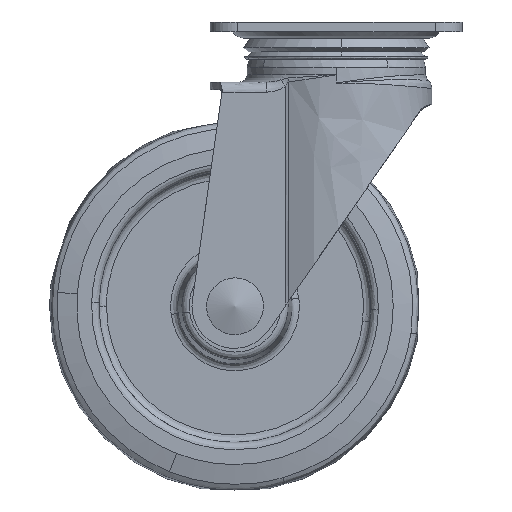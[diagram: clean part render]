
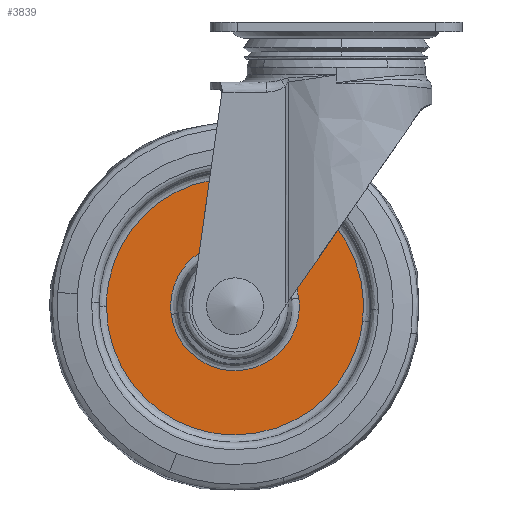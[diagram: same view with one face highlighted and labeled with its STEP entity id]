
A CAD part, front view. The second image highlights one B-rep face of the part: STEP entity #3839.
In plain terms, the highlighted free-form (B-spline) face has degree [1, 1] with [2, 2] control points.
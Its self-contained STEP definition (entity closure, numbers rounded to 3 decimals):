
#2986=CARTESIAN_POINT('',(-93.,-9.,-115.));
#2987=VERTEX_POINT('',#2986);
#3001=CARTESIAN_POINT('',(-41.0,-9.,-63.));
#3002=VERTEX_POINT('',#3001);
#3003=CARTESIAN_POINT('',(-41.0,-9.,-63.));
#3004=CARTESIAN_POINT('',(-93.,-9.,-63.));
#3005=CARTESIAN_POINT('',(-93.,-9.,-115.));
#3013=(BOUNDED_CURVE()B_SPLINE_CURVE(2,(#3003,#3004,#3005),.UNSPECIFIED.,.F.,.U.)B_SPLINE_CURVE_WITH_KNOTS((3,3),(0.5,0.75),.UNSPECIFIED.)CURVE()GEOMETRIC_REPRESENTATION_ITEM()RATIONAL_B_SPLINE_CURVE((1.0,0.707,1.))REPRESENTATION_ITEM(''));
#3014=EDGE_CURVE('',#3002,#2987,#3013,.T.);
#3016=CARTESIAN_POINT('',(10.652,-9.,-121.004));
#3017=VERTEX_POINT('',#3016);
#3018=CARTESIAN_POINT('',(10.652,-9.,-121.004));
#3019=CARTESIAN_POINT('',(11.,-9.,-118.012));
#3020=CARTESIAN_POINT('',(11.,-9.,-115.));
#3021=CARTESIAN_POINT('',(11.,-9.,-63.));
#3022=CARTESIAN_POINT('',(-41.0,-9.,-63.));
#3030=(BOUNDED_CURVE()B_SPLINE_CURVE(2,(#3018,#3019,#3020,#3021,#3022),.UNSPECIFIED.,.F.,.U.)B_SPLINE_CURVE_WITH_KNOTS((3,2,3),(0.23,0.25,0.5),.UNSPECIFIED.)CURVE()GEOMETRIC_REPRESENTATION_ITEM()RATIONAL_B_SPLINE_CURVE((0.957,0.977,1.0,0.707,1.0))REPRESENTATION_ITEM(''));
#3031=EDGE_CURVE('',#3017,#3002,#3030,.T.);
#3075=CARTESIAN_POINT('',(-41.0,-9.,-167.0));
#3076=VERTEX_POINT('',#3075);
#3077=CARTESIAN_POINT('',(-41.0,-9.,-167.0));
#3078=CARTESIAN_POINT('',(5.306,-9.,-167.));
#3079=CARTESIAN_POINT('',(10.652,-9.,-121.004));
#3087=(BOUNDED_CURVE()B_SPLINE_CURVE(2,(#3077,#3078,#3079),.UNSPECIFIED.,.F.,.U.)B_SPLINE_CURVE_WITH_KNOTS((3,3),(0.0,0.23),.UNSPECIFIED.)CURVE()GEOMETRIC_REPRESENTATION_ITEM()RATIONAL_B_SPLINE_CURVE((1.0,0.731,0.957))REPRESENTATION_ITEM(''));
#3088=EDGE_CURVE('',#3076,#3017,#3087,.T.);
#3090=CARTESIAN_POINT('',(-93.,-9.,-115.));
#3091=CARTESIAN_POINT('',(-93.,-9.,-167.));
#3092=CARTESIAN_POINT('',(-41.0,-9.,-167.0));
#3100=(BOUNDED_CURVE()B_SPLINE_CURVE(2,(#3090,#3091,#3092),.UNSPECIFIED.,.F.,.U.)B_SPLINE_CURVE_WITH_KNOTS((3,3),(0.75,1.0),.UNSPECIFIED.)CURVE()GEOMETRIC_REPRESENTATION_ITEM()RATIONAL_B_SPLINE_CURVE((1.,0.707,1.0))REPRESENTATION_ITEM(''));
#3101=EDGE_CURVE('',#2987,#3076,#3100,.T.);
#3131=CARTESIAN_POINT('',(-66.818,-9.,-118.262));
#3132=VERTEX_POINT('',#3131);
#3133=CARTESIAN_POINT('',(-41.0,-9.,-141.023));
#3134=VERTEX_POINT('',#3133);
#3135=CARTESIAN_POINT('',(-66.818,-9.,-118.262));
#3136=CARTESIAN_POINT('',(-63.943,-9.,-141.023));
#3137=CARTESIAN_POINT('',(-41.0,-9.,-141.023));
#3145=(BOUNDED_CURVE()B_SPLINE_CURVE(2,(#3135,#3136,#3137),.UNSPECIFIED.,.F.,.U.)B_SPLINE_CURVE_WITH_KNOTS((3,3),(0.772,1.0),.UNSPECIFIED.)CURVE()GEOMETRIC_REPRESENTATION_ITEM()RATIONAL_B_SPLINE_CURVE((0.954,0.733,1.0))REPRESENTATION_ITEM(''));
#3146=EDGE_CURVE('',#3132,#3134,#3145,.T.);
#3148=CARTESIAN_POINT('',(-15.182,-9.,-111.738));
#3149=VERTEX_POINT('',#3148);
#3150=CARTESIAN_POINT('',(-41.0,-9.,-141.023));
#3151=CARTESIAN_POINT('',(-14.977,-9.,-141.023));
#3152=CARTESIAN_POINT('',(-14.977,-9.,-115.));
#3153=CARTESIAN_POINT('',(-14.977,-9.,-113.363));
#3154=CARTESIAN_POINT('',(-15.182,-9.,-111.738));
#3162=(BOUNDED_CURVE()B_SPLINE_CURVE(2,(#3150,#3151,#3152,#3153,#3154),.UNSPECIFIED.,.F.,.U.)B_SPLINE_CURVE_WITH_KNOTS((3,2,3),(0.0,0.25,0.272),.UNSPECIFIED.)CURVE()GEOMETRIC_REPRESENTATION_ITEM()RATIONAL_B_SPLINE_CURVE((1.0,0.707,1.0,0.975,0.954))REPRESENTATION_ITEM(''));
#3163=EDGE_CURVE('',#3134,#3149,#3162,.T.);
#3220=CARTESIAN_POINT('',(-41.0,-9.,-88.977));
#3221=VERTEX_POINT('',#3220);
#3222=CARTESIAN_POINT('',(-41.0,-9.,-88.977));
#3223=CARTESIAN_POINT('',(-67.023,-9.,-88.977));
#3224=CARTESIAN_POINT('',(-67.023,-9.,-115.));
#3225=CARTESIAN_POINT('',(-67.023,-9.,-116.637));
#3226=CARTESIAN_POINT('',(-66.818,-9.,-118.262));
#3234=(BOUNDED_CURVE()B_SPLINE_CURVE(2,(#3222,#3223,#3224,#3225,#3226),.UNSPECIFIED.,.F.,.U.)B_SPLINE_CURVE_WITH_KNOTS((3,2,3),(0.5,0.75,0.772),.UNSPECIFIED.)CURVE()GEOMETRIC_REPRESENTATION_ITEM()RATIONAL_B_SPLINE_CURVE((1.0,0.707,1.0,0.975,0.954))REPRESENTATION_ITEM(''));
#3235=EDGE_CURVE('',#3221,#3132,#3234,.T.);
#3242=CARTESIAN_POINT('',(-15.182,-9.,-111.738));
#3243=CARTESIAN_POINT('',(-18.057,-9.,-88.977));
#3244=CARTESIAN_POINT('',(-41.0,-9.,-88.977));
#3252=(BOUNDED_CURVE()B_SPLINE_CURVE(2,(#3242,#3243,#3244),.UNSPECIFIED.,.F.,.U.)B_SPLINE_CURVE_WITH_KNOTS((3,3),(0.272,0.5),.UNSPECIFIED.)CURVE()GEOMETRIC_REPRESENTATION_ITEM()RATIONAL_B_SPLINE_CURVE((0.954,0.733,1.0))REPRESENTATION_ITEM(''));
#3253=EDGE_CURVE('',#3149,#3221,#3252,.T.);
#3822=CARTESIAN_POINT('',(-98.195,-9.,-57.805));
#3823=CARTESIAN_POINT('',(-98.195,-9.,-172.195));
#3824=CARTESIAN_POINT('',(16.195,-9.,-57.805));
#3825=CARTESIAN_POINT('',(16.195,-9.,-172.195));
#3826=B_SPLINE_SURFACE_WITH_KNOTS('',1,1,((#3822,#3824),(#3823,#3825)),.UNSPECIFIED.,.F.,.F.,.U.,(2,2),(2,2),(0.0,114.39),(0.0,114.389),.UNSPECIFIED.);
#3827=ORIENTED_EDGE('',*,*,#3088,.T.);
#3828=ORIENTED_EDGE('',*,*,#3031,.T.);
#3829=ORIENTED_EDGE('',*,*,#3014,.T.);
#3830=ORIENTED_EDGE('',*,*,#3101,.T.);
#3831=EDGE_LOOP('',(#3827,#3828,#3829,#3830));
#3832=FACE_OUTER_BOUND('',#3831,.T.);
#3833=ORIENTED_EDGE('',*,*,#3163,.F.);
#3834=ORIENTED_EDGE('',*,*,#3146,.F.);
#3835=ORIENTED_EDGE('',*,*,#3235,.F.);
#3836=ORIENTED_EDGE('',*,*,#3253,.F.);
#3837=EDGE_LOOP('',(#3833,#3834,#3835,#3836));
#3838=FACE_BOUND('',#3837,.T.);
#3839=ADVANCED_FACE('',(#3832,#3838),#3826,.T.);
